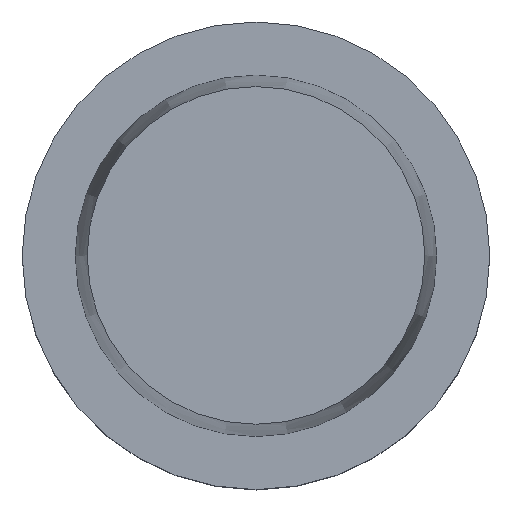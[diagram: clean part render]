
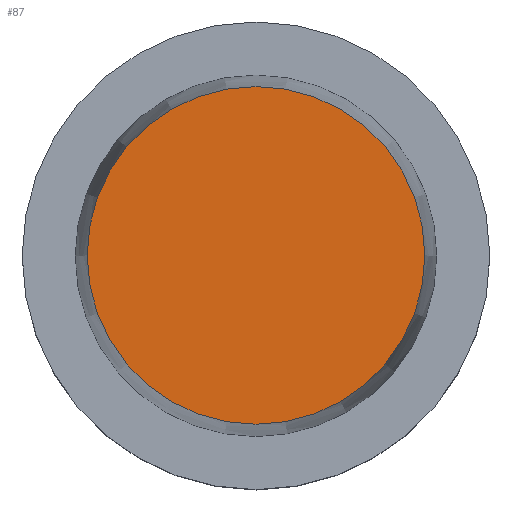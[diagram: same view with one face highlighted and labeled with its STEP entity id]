
A CAD part, top view. The second image highlights one B-rep face of the part: STEP entity #87.
In plain terms, the highlighted planar face has unit normal (0, 0, 1).
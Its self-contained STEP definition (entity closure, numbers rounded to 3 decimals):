
#87=ADVANCED_FACE('',(#95),#93,.T.);
#93=PLANE('',#232);
#95=FACE_OUTER_BOUND('',#125,.T.);
#125=EDGE_LOOP('',(#155));
#155=ORIENTED_EDGE('',*,*,#185,.F.);
#170=VERTEX_POINT('',#341);
#185=EDGE_CURVE('',#170,#170,#200,.T.);
#200=CIRCLE('',#230,22.722);
#230=AXIS2_PLACEMENT_3D('',#340,#291,#292);
#232=AXIS2_PLACEMENT_3D('',#343,#295,#296);
#291=DIRECTION('',(0.0,0.0,-1.0));
#292=DIRECTION('',(-1.0,0.0,0.0));
#295=DIRECTION('',(0.0,0.0,1.0));
#296=DIRECTION('',(1.0,0.0,0.0));
#340=CARTESIAN_POINT('',(0.0,0.,31.9));
#341=CARTESIAN_POINT('',(-22.722,0.,31.9));
#343=CARTESIAN_POINT('',(0.0,22.722,31.9));
